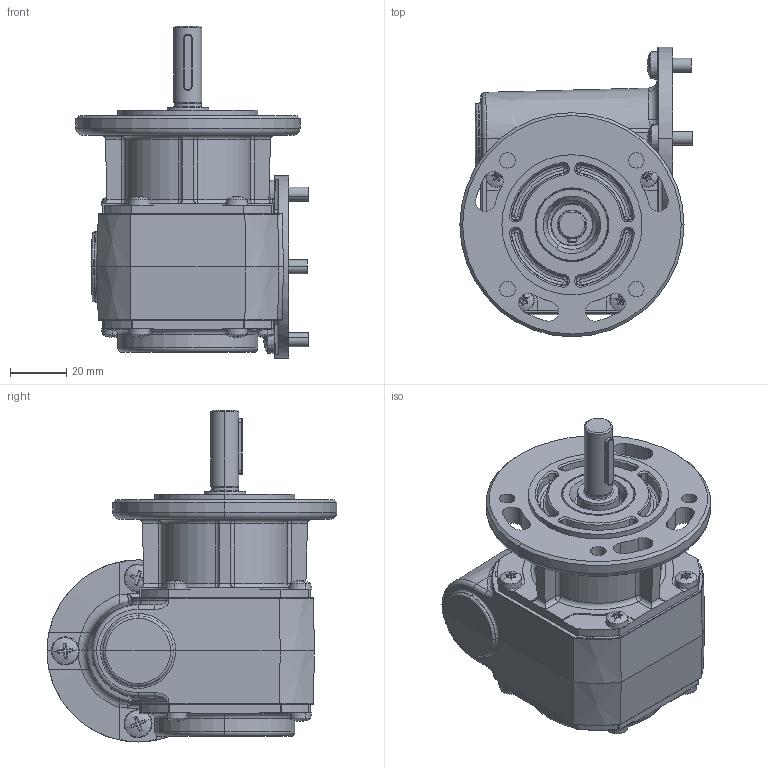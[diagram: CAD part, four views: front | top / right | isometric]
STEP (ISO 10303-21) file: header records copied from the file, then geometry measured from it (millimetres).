
FILE_DESCRIPTION (( 'STEP AP203' ), '1' );
FILE_NAME ('VE31-K-L-32.STEP', '2013-12-10T08:46:06', ( 'kob' ), ( 'Microsoft' ), 'SwSTEP 2.0', 'SolidWorks 2012', '' );
FILE_SCHEMA (( 'CONFIG_CONTROL_DESIGN' ));
Length unit declared in the file: millimetre
Products named in the file (1): VE31-K-L-32
Bounding box: 82.9 x 103.5 x 118.5 mm (x, y, z)
Surface area: 46884.8 mm2 (no closed solid volume)
Topology: 0 solids, 26 shells, 915 faces, 2528 edges, 1559 vertices
Faces by surface type: plane 339, cylinder 264, cone 124, torus 96, bspline 54, sphere 38
Entity records: 31930 total; most frequent: CARTESIAN_POINT 9121, DIRECTION 5014, ORIENTED_EDGE 4367, EDGE_CURVE 2515, AXIS2_PLACEMENT_3D 1949, VERTEX_POINT 1559, LINE 1116, VECTOR 1116
